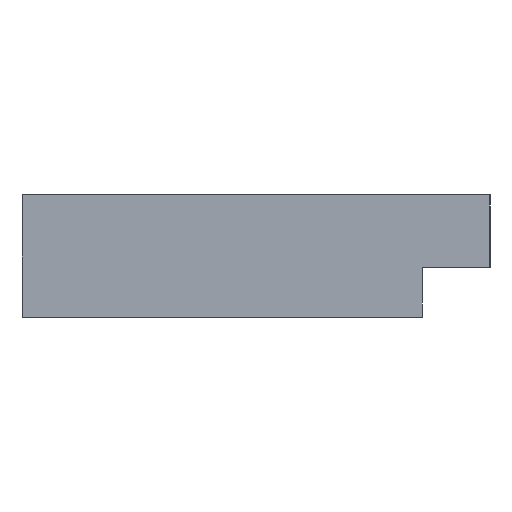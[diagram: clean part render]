
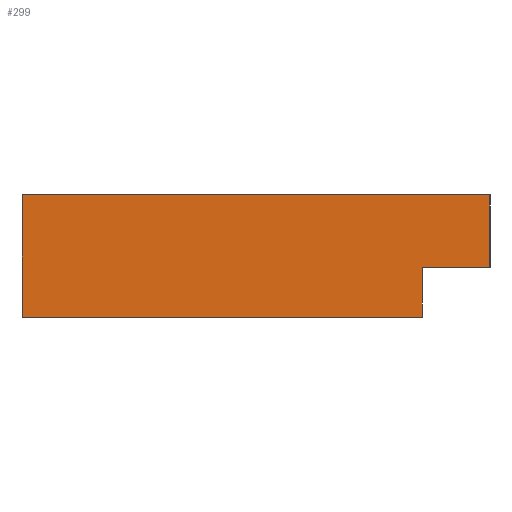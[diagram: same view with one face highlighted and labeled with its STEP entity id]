
A CAD part, left-side view. The second image highlights one B-rep face of the part: STEP entity #299.
In plain terms, the highlighted planar face has unit normal (-1, 0, 0).
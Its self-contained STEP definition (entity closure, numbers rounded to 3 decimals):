
#9 = LINE ( 'NONE', #377, #441 ) ;
#21 = VERTEX_POINT ( 'NONE', #769 ) ;
#31 = ORIENTED_EDGE ( 'NONE', *, *, #381, .F. ) ;
#48 = DIRECTION ( 'NONE',  ( 0., 0., 1. ) ) ;
#67 = VECTOR ( 'NONE', #48, 1000. ) ;
#100 = CARTESIAN_POINT ( 'NONE',  ( -65.265, 29.803, 11.583 ) ) ;
#131 = DIRECTION ( 'NONE',  ( 0., 0., 1. ) ) ;
#135 = EDGE_CURVE ( 'NONE', #730, #249, #658, .T. ) ;
#157 = EDGE_CURVE ( 'NONE', #644, #422, #599, .T. ) ;
#165 = LINE ( 'NONE', #704, #641 ) ;
#172 = CARTESIAN_POINT ( 'NONE',  ( -65.265, 13.858, -140.256 ) ) ;
#185 = CARTESIAN_POINT ( 'NONE',  ( -65.265, 11.158, 13.553 ) ) ;
#197 = CARTESIAN_POINT ( 'NONE',  ( -65.265, 13.858, 11.583 ) ) ;
#215 = EDGE_CURVE ( 'NONE', #422, #501, #548, .T. ) ;
#219 = AXIS2_PLACEMENT_3D ( 'NONE', #410, #767, #221 ) ;
#221 = DIRECTION ( 'NONE',  ( 0., 0., 1. ) ) ;
#244 = ORIENTED_EDGE ( 'NONE', *, *, #157, .T. ) ;
#249 = VERTEX_POINT ( 'NONE', #565 ) ;
#285 = EDGE_CURVE ( 'NONE', #501, #21, #9, .T. ) ;
#288 = ORIENTED_EDGE ( 'NONE', *, *, #135, .F. ) ;
#297 = VECTOR ( 'NONE', #611, 1000. ) ;
#299 = ADVANCED_FACE ( 'NONE', ( #315 ), #508, .F. ) ;
#315 = FACE_OUTER_BOUND ( 'NONE', #458, .T. ) ;
#365 = CARTESIAN_POINT ( 'NONE',  ( -65.265, 13.858, 13.553 ) ) ;
#375 = VECTOR ( 'NONE', #783, 1000. ) ;
#377 = CARTESIAN_POINT ( 'NONE',  ( -65.265, 11.158, 13.553 ) ) ;
#381 = EDGE_CURVE ( 'NONE', #249, #21, #165, .T. ) ;
#410 = CARTESIAN_POINT ( 'NONE',  ( -65.265, 29.803, -140.256 ) ) ;
#422 = VERTEX_POINT ( 'NONE', #476 ) ;
#431 = CARTESIAN_POINT ( 'NONE',  ( -65.265, 29.803, -140.256 ) ) ;
#441 = VECTOR ( 'NONE', #131, 1000. ) ;
#444 = CARTESIAN_POINT ( 'NONE',  ( -65.265, 29.803, 11.583 ) ) ;
#458 = EDGE_LOOP ( 'NONE', ( #244, #616, #656, #31, #288, #721 ) ) ;
#476 = CARTESIAN_POINT ( 'NONE',  ( -65.265, 13.858, 13.553 ) ) ;
#501 = VERTEX_POINT ( 'NONE', #185 ) ;
#508 = PLANE ( 'NONE',  #219 ) ;
#548 = LINE ( 'NONE', #365, #375 ) ;
#565 = CARTESIAN_POINT ( 'NONE',  ( -65.265, 29.803, 16.453 ) ) ;
#599 = LINE ( 'NONE', #172, #67 ) ;
#611 = DIRECTION ( 'NONE',  ( 0., 0., 1. ) ) ;
#616 = ORIENTED_EDGE ( 'NONE', *, *, #215, .T. ) ;
#641 = VECTOR ( 'NONE', #771, 1000. ) ;
#644 = VERTEX_POINT ( 'NONE', #197 ) ;
#656 = ORIENTED_EDGE ( 'NONE', *, *, #285, .T. ) ;
#658 = LINE ( 'NONE', #431, #297 ) ;
#682 = DIRECTION ( 'NONE',  ( 0., 1., 0. ) ) ;
#690 = EDGE_CURVE ( 'NONE', #644, #730, #738, .T. ) ;
#704 = CARTESIAN_POINT ( 'NONE',  ( -65.265, 29.803, 16.453 ) ) ;
#721 = ORIENTED_EDGE ( 'NONE', *, *, #690, .F. ) ;
#730 = VERTEX_POINT ( 'NONE', #100 ) ;
#738 = LINE ( 'NONE', #444, #748 ) ;
#748 = VECTOR ( 'NONE', #682, 1000. ) ;
#767 = DIRECTION ( 'NONE',  ( 1., 0., 0. ) ) ;
#769 = CARTESIAN_POINT ( 'NONE',  ( -65.265, 11.158, 16.453 ) ) ;
#771 = DIRECTION ( 'NONE',  ( 0., -1., 0. ) ) ;
#783 = DIRECTION ( 'NONE',  ( 0., -1., 0. ) ) ;
